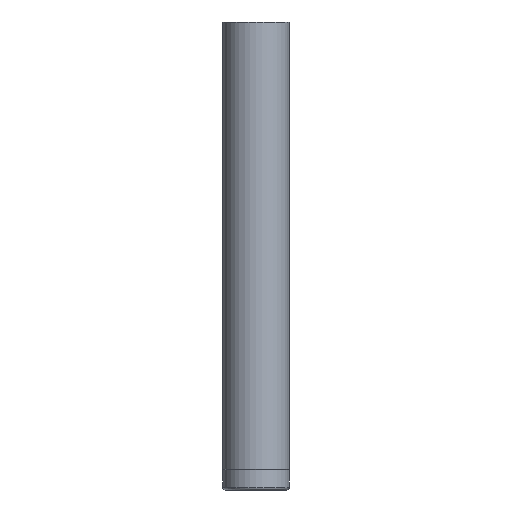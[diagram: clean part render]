
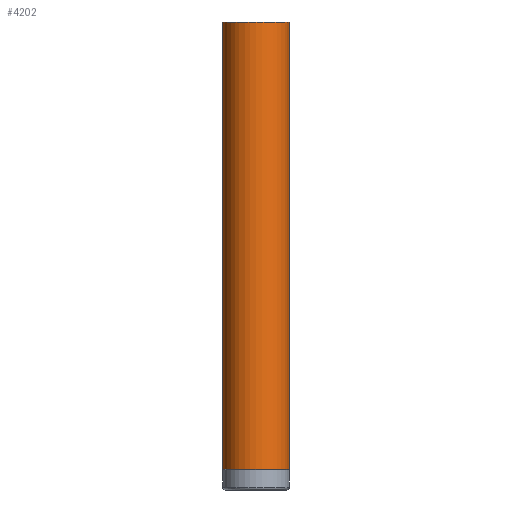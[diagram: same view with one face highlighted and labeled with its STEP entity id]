
A CAD part, front view. The second image highlights one B-rep face of the part: STEP entity #4202.
In plain terms, the highlighted cylindrical face has radius 11.5 mm (diameter 23 mm), a partial arc.
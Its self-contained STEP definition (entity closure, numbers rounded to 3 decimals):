
#88 = CARTESIAN_POINT ( 'NONE',  ( -11.5, 0., -227.8 ) ) ;
#92 = DIRECTION ( 'NONE',  ( -1., 0., 0. ) ) ;
#93 = DIRECTION ( 'NONE',  ( 0., 0., -1. ) ) ;
#94 = CARTESIAN_POINT ( 'NONE',  ( 0., 0., -227.8 ) ) ;
#95 = AXIS2_PLACEMENT_3D ( 'NONE', #94, #93, #92 ) ;
#96 = CIRCLE ( 'NONE', #95, 11.5 ) ;
#162 = CARTESIAN_POINT ( 'NONE',  ( 11.5, 0., -227.8 ) ) ;
#259 = CARTESIAN_POINT ( 'NONE',  ( 0., 0., -73. ) ) ;
#389 = CARTESIAN_POINT ( 'NONE',  ( 11.5, 0., -73. ) ) ;
#413 = FACE_OUTER_BOUND ( 'NONE', #4323, .T. ) ;
#443 = DIRECTION ( 'NONE',  ( -1., 0., 0. ) ) ;
#444 = DIRECTION ( 'NONE',  ( 0., 0., -1. ) ) ;
#445 = AXIS2_PLACEMENT_3D ( 'NONE', #259, #444, #443 ) ;
#446 = CYLINDRICAL_SURFACE ( 'NONE', #445, 11.5 ) ;
#489 = DIRECTION ( 'NONE',  ( 1., 0., 0. ) ) ;
#490 = DIRECTION ( 'NONE',  ( 0., 0., 1. ) ) ;
#491 = CARTESIAN_POINT ( 'NONE',  ( 0., 0., -73. ) ) ;
#492 = AXIS2_PLACEMENT_3D ( 'NONE', #491, #490, #489 ) ;
#493 = CIRCLE ( 'NONE', #492, 11.5 ) ;
#571 = DIRECTION ( 'NONE',  ( 0., 0., -1. ) ) ;
#572 = VECTOR ( 'NONE', #571, 1000. ) ;
#573 = CARTESIAN_POINT ( 'NONE',  ( 11.5, 0., -73. ) ) ;
#574 = LINE ( 'NONE', #573, #572 ) ;
#580 = CARTESIAN_POINT ( 'NONE',  ( -11.5, 0., -73. ) ) ;
#585 = DIRECTION ( 'NONE',  ( 0., 0., -1. ) ) ;
#586 = VECTOR ( 'NONE', #585, 1000. ) ;
#587 = CARTESIAN_POINT ( 'NONE',  ( -11.5, 0., -73. ) ) ;
#588 = LINE ( 'NONE', #587, #586 ) ;
#4096 = VERTEX_POINT ( 'NONE', #88 ) ;
#4139 = EDGE_CURVE ( 'NONE', #4169, #4096, #96, .T. ) ;
#4169 = VERTEX_POINT ( 'NONE', #162 ) ;
#4202 = ADVANCED_FACE ( 'NONE', ( #413 ), #446, .T. ) ;
#4261 = VERTEX_POINT ( 'NONE', #389 ) ;
#4304 = EDGE_CURVE ( 'NONE', #4307, #4096, #588, .T. ) ;
#4305 = ORIENTED_EDGE ( 'NONE', *, *, #4139, .F. ) ;
#4307 = VERTEX_POINT ( 'NONE', #580 ) ;
#4308 = ORIENTED_EDGE ( 'NONE', *, *, #4304, .T. ) ;
#4310 = ORIENTED_EDGE ( 'NONE', *, *, #4315, .F. ) ;
#4315 = EDGE_CURVE ( 'NONE', #4307, #4261, #493, .T. ) ;
#4323 = EDGE_LOOP ( 'NONE', ( #4325, #4310, #4308, #4305 ) ) ;
#4325 = ORIENTED_EDGE ( 'NONE', *, *, #4330, .F. ) ;
#4330 = EDGE_CURVE ( 'NONE', #4261, #4169, #574, .T. ) ;
